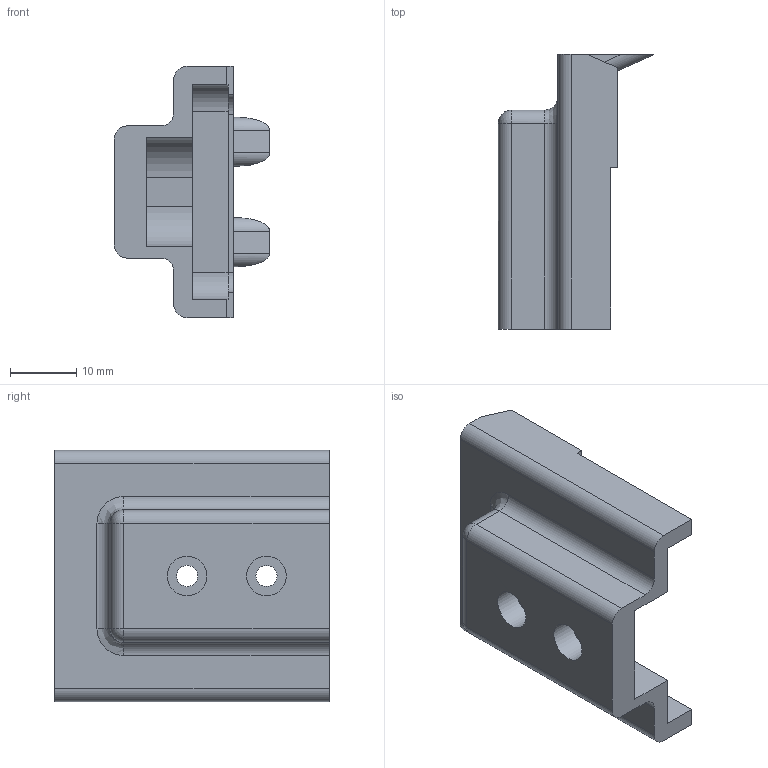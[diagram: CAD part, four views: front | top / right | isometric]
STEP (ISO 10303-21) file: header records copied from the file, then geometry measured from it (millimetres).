
FILE_DESCRIPTION(('FreeCAD Model'),'2;1');
FILE_NAME('Open CASCADE Shape Model','2024-02-26T16:01:04',(''),(''), 'Open CASCADE STEP processor 7.6','FreeCAD','Unknown');
FILE_SCHEMA(('AUTOMOTIVE_DESIGN { 1 0 10303 214 1 1 1 1 }'));
Length unit declared in the file: millimetre
Products named in the file (1): AlexRobot007
Bounding box: 23.51 x 41.55 x 38 mm (x, y, z)
Volume: 8281.2 mm3; surface area: 6459 mm2
Topology: 1 solids, 1 shells, 69 faces, 188 edges, 123 vertices
Faces by surface type: plane 41, cylinder 24, sphere 2, bspline 2
Full cylindrical faces by diameter (mm): 3.2 x2, 6 x2
Entity records: 5149 total; most frequent: CARTESIAN_POINT 1412, DIRECTION 691, LINE 415, VECTOR 415, ORIENTED_EDGE 376, PCURVE 376, DEFINITIONAL_REPRESENTATION 376, EDGE_CURVE 188
